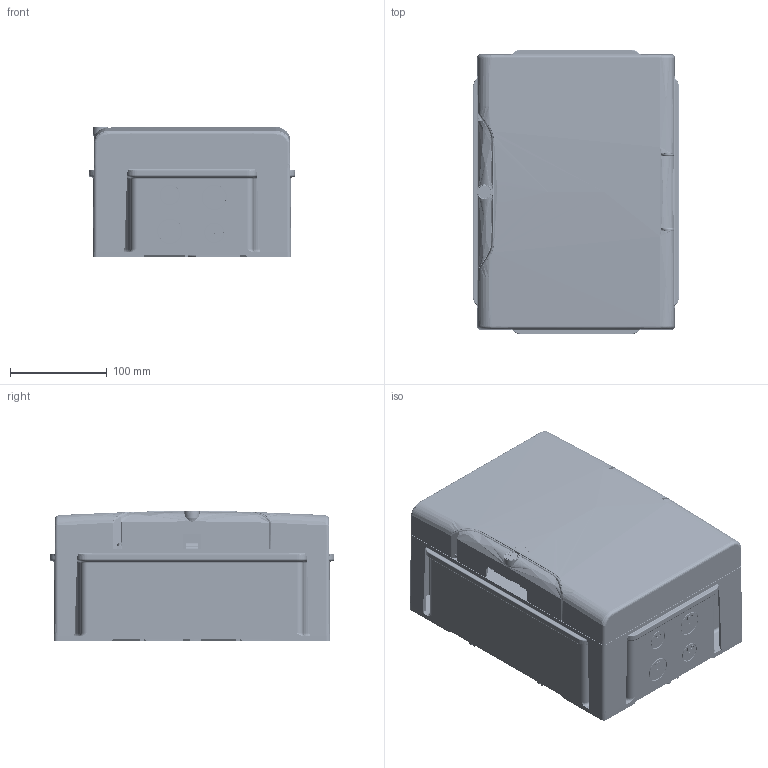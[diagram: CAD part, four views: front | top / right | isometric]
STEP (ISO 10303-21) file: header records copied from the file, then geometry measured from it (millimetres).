
FILE_DESCRIPTION (( 'STEP AP203' ), '1' );
FILE_NAME ('KR5-KP72-N-05-65 KREPTA 5 扻豵鵨 瀇 帎砅-5 IP65 IEK.STEP', '2023-06-29T11:27:16', ( '' ), ( '' ), 'SwSTEP 2.0', 'SolidWorks 2022', '' );
FILE_SCHEMA (( 'CONFIG_CONTROL_DESIGN' ));
Products named in the file (1): KR5-KP72-N-05-65 KREPTA 5 Корпус пл КМПн-5 IP65 IEK
Bounding box: 212.6 x 293.6 x 134.26 mm (x, y, z)
Volume: 954589 mm3; surface area: 839496.9 mm2
Topology: 11 solids, 17 shells, 7081 faces, 18817 edges, 11835 vertices
Faces by surface type: plane 2497, cylinder 2246, bspline 978, cone 615, torus 605, sphere 140
Entity records: 296516 total; most frequent: CARTESIAN_POINT 133750, ORIENTED_EDGE 37402, DIRECTION 29939, EDGE_CURVE 18701, VERTEX_POINT 11835, AXIS2_PLACEMENT_3D 10542, LINE 8855, VECTOR 8855
